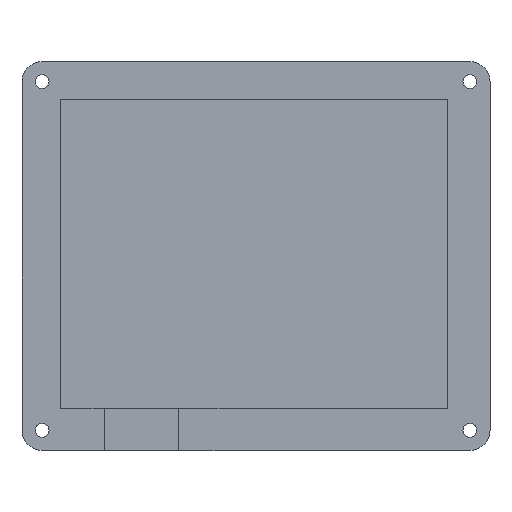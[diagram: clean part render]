
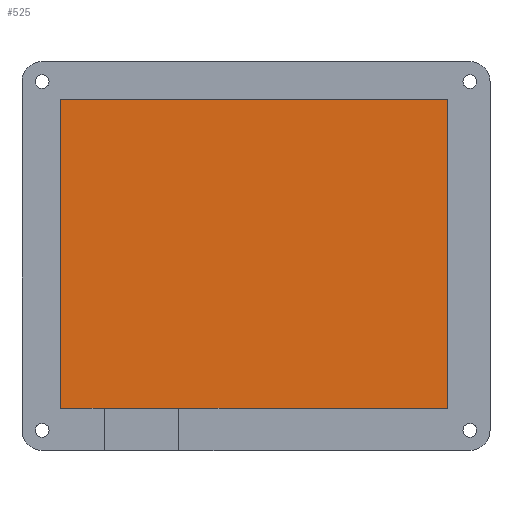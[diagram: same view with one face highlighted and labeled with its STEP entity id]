
A CAD part, top view. The second image highlights one B-rep face of the part: STEP entity #525.
In plain terms, the highlighted planar face has unit normal (0, 0, 1).
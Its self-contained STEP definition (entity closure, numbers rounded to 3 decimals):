
#75=FACE_OUTER_BOUND('',#109,.T.);
#109=EDGE_LOOP('',(#415,#416,#417,#418));
#147=LINE('',#797,#195);
#166=LINE('',#859,#214);
#167=LINE('',#861,#215);
#168=LINE('',#862,#216);
#195=VECTOR('',#633,10.);
#214=VECTOR('',#694,10.);
#215=VECTOR('',#695,10.);
#216=VECTOR('',#696,10.);
#240=VERTEX_POINT('',#794);
#241=VERTEX_POINT('',#796);
#263=VERTEX_POINT('',#858);
#264=VERTEX_POINT('',#860);
#291=EDGE_CURVE('',#240,#241,#147,.T.);
#322=EDGE_CURVE('',#263,#240,#166,.T.);
#323=EDGE_CURVE('',#264,#263,#167,.T.);
#324=EDGE_CURVE('',#241,#264,#168,.T.);
#415=ORIENTED_EDGE('',*,*,#291,.F.);
#416=ORIENTED_EDGE('',*,*,#322,.F.);
#417=ORIENTED_EDGE('',*,*,#323,.F.);
#418=ORIENTED_EDGE('',*,*,#324,.F.);
#503=PLANE('',#581);
#525=ADVANCED_FACE('',(#75),#503,.T.);
#581=AXIS2_PLACEMENT_3D('',#857,#692,#693);
#633=DIRECTION('',(-1.,0.,0.));
#692=DIRECTION('center_axis',(0.,0.,1.));
#693=DIRECTION('ref_axis',(1.,0.,0.));
#694=DIRECTION('',(0.,-1.,0.));
#695=DIRECTION('',(1.,0.,0.));
#696=DIRECTION('',(0.,1.,0.));
#794=CARTESIAN_POINT('',(39.705,-28.712,3.));
#796=CARTESIAN_POINT('',(-56.305,-28.712,3.));
#797=CARTESIAN_POINT('',(15.703,-28.712,3.));
#857=CARTESIAN_POINT('Origin',(-8.3,9.513,3.));
#858=CARTESIAN_POINT('',(39.705,47.738,3.));
#859=CARTESIAN_POINT('',(39.705,28.625,3.));
#860=CARTESIAN_POINT('',(-56.305,47.738,3.));
#861=CARTESIAN_POINT('',(-32.302,47.738,3.));
#862=CARTESIAN_POINT('',(-56.305,-9.6,3.));
